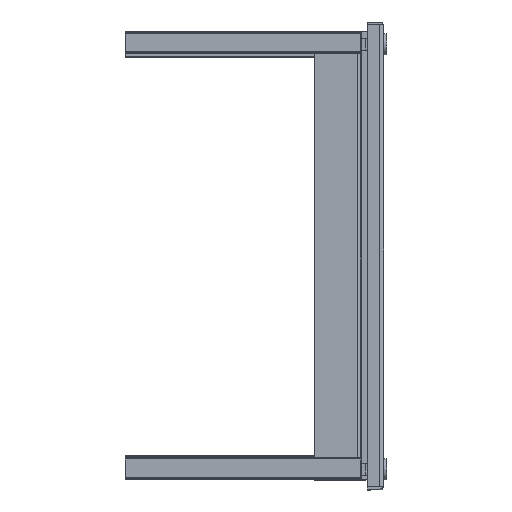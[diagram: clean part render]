
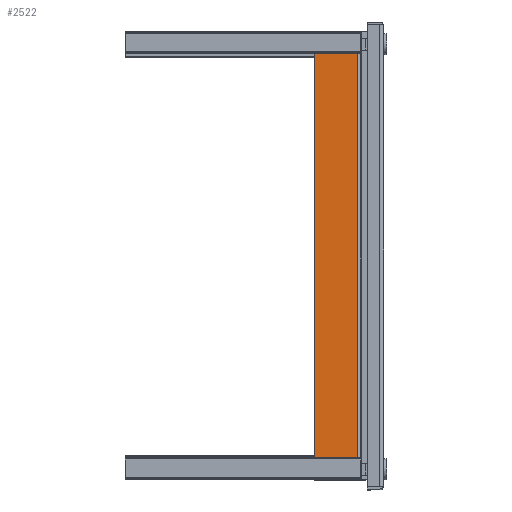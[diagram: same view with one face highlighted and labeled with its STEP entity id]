
A CAD part, top view. The second image highlights one B-rep face of the part: STEP entity #2522.
In plain terms, the highlighted face is planar.
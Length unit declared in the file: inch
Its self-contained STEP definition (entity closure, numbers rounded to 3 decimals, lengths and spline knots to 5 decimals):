
#150 = CARTESIAN_POINT ( 'NONE',  ( -12.137, -6.193, -8.156 ) ) ;
#247 = VERTEX_POINT ( 'NONE', #10532 ) ;
#498 = CARTESIAN_POINT ( 'NONE',  ( -12.137, -7.537, -7.844 ) ) ;
#691 = ORIENTED_EDGE ( 'NONE', *, *, #27863, .T. ) ;
#740 = ORIENTED_EDGE ( 'NONE', *, *, #13047, .T. ) ;
#858 = VERTEX_POINT ( 'NONE', #17521 ) ;
#1132 = DIRECTION ( 'NONE',  ( 1., 0., 0. ) ) ;
#1156 = LINE ( 'NONE', #10720, #15330 ) ;
#1226 = CIRCLE ( 'NONE', #24865, 0.156 ) ;
#1306 = DIRECTION ( 'NONE',  ( 0., -1., 0. ) ) ;
#1352 = DIRECTION ( 'NONE',  ( 0., 0., 1. ) ) ;
#1373 = ORIENTED_EDGE ( 'NONE', *, *, #19048, .T. ) ;
#1854 = PLANE ( 'NONE',  #16406 ) ;
#1900 = VERTEX_POINT ( 'NONE', #28103 ) ;
#1970 = FACE_BOUND ( 'NONE', #24675, .T. ) ;
#2219 = VECTOR ( 'NONE', #1306, 39.37008 ) ;
#2522 = ADVANCED_FACE ( 'NONE', ( #28144, #9985, #1970 ), #1854, .T. ) ;
#2657 = VECTOR ( 'NONE', #18029, 39.37008 ) ;
#3065 = ORIENTED_EDGE ( 'NONE', *, *, #20194, .T. ) ;
#3365 = ORIENTED_EDGE ( 'NONE', *, *, #13180, .T. ) ;
#3584 = VERTEX_POINT ( 'NONE', #3604 ) ;
#3604 = CARTESIAN_POINT ( 'NONE',  ( -12.137, -7.537, 8.156 ) ) ;
#3676 = ORIENTED_EDGE ( 'NONE', *, *, #6352, .T. ) ;
#4196 = LINE ( 'NONE', #26310, #26713 ) ;
#5998 = EDGE_CURVE ( 'NONE', #1900, #18709, #1156, .T. ) ;
#6220 = DIRECTION ( 'NONE',  ( 0., 1., 0. ) ) ;
#6352 = EDGE_CURVE ( 'NONE', #247, #26016, #4196, .T. ) ;
#7562 = EDGE_CURVE ( 'NONE', #7979, #17596, #20579, .T. ) ;
#7878 = ORIENTED_EDGE ( 'NONE', *, *, #27524, .T. ) ;
#7979 = VERTEX_POINT ( 'NONE', #11282 ) ;
#8072 = VECTOR ( 'NONE', #18739, 39.37008 ) ;
#8223 = DIRECTION ( 'NONE',  ( 0., 0., 1. ) ) ;
#8341 = CARTESIAN_POINT ( 'NONE',  ( -12.137, -7.537, -8.156 ) ) ;
#8352 = CARTESIAN_POINT ( 'NONE',  ( -12.137, -6.193, 8.5 ) ) ;
#8404 = LINE ( 'NONE', #20182, #2219 ) ;
#9985 = FACE_BOUND ( 'NONE', #29292, .T. ) ;
#10390 = DIRECTION ( 'NONE',  ( 1., 0., 0. ) ) ;
#10532 = CARTESIAN_POINT ( 'NONE',  ( -12.137, -6.193, 8.5 ) ) ;
#10611 = VECTOR ( 'NONE', #6220, 39.37008 ) ;
#10720 = CARTESIAN_POINT ( 'NONE',  ( -12.137, -6.193, 7.844 ) ) ;
#11282 = CARTESIAN_POINT ( 'NONE',  ( -12.137, -6.599, -8.156 ) ) ;
#11722 = DIRECTION ( 'NONE',  ( 1., 0., 0. ) ) ;
#12331 = VERTEX_POINT ( 'NONE', #15398 ) ;
#12864 = ORIENTED_EDGE ( 'NONE', *, *, #22980, .T. ) ;
#12897 = CARTESIAN_POINT ( 'NONE',  ( -12.137, -7.537, 8. ) ) ;
#12914 = LINE ( 'NONE', #20313, #22718 ) ;
#13047 = EDGE_CURVE ( 'NONE', #3584, #1900, #20205, .T. ) ;
#13180 = EDGE_CURVE ( 'NONE', #17596, #16198, #12914, .T. ) ;
#13613 = CARTESIAN_POINT ( 'NONE',  ( -12.137, -6.599, 7.844 ) ) ;
#13684 = ORIENTED_EDGE ( 'NONE', *, *, #5998, .T. ) ;
#14286 = VERTEX_POINT ( 'NONE', #18301 ) ;
#14857 = VECTOR ( 'NONE', #27643, 39.37008 ) ;
#15048 = LINE ( 'NONE', #17932, #2657 ) ;
#15224 = CIRCLE ( 'NONE', #20659, 0.156 ) ;
#15330 = VECTOR ( 'NONE', #20058, 39.37008 ) ;
#15398 = CARTESIAN_POINT ( 'NONE',  ( -12.137, -7.835, 8.5 ) ) ;
#15908 = CARTESIAN_POINT ( 'NONE',  ( -12.137, -6.193, -8.5 ) ) ;
#16198 = VERTEX_POINT ( 'NONE', #498 ) ;
#16406 = AXIS2_PLACEMENT_3D ( 'NONE', #17810, #22553, #20132 ) ;
#16774 = EDGE_CURVE ( 'NONE', #25137, #7979, #20438, .T. ) ;
#17521 = CARTESIAN_POINT ( 'NONE',  ( -12.137, -7.835, -8.5 ) ) ;
#17596 = VERTEX_POINT ( 'NONE', #28874 ) ;
#17810 = CARTESIAN_POINT ( 'NONE',  ( -12.137, -6.193, -8.5 ) ) ;
#17932 = CARTESIAN_POINT ( 'NONE',  ( -12.137, -6.193, -8.5 ) ) ;
#18029 = DIRECTION ( 'NONE',  ( 0., -1., 0. ) ) ;
#18301 = CARTESIAN_POINT ( 'NONE',  ( -12.137, -6.599, 8.156 ) ) ;
#18687 = CARTESIAN_POINT ( 'NONE',  ( -12.137, -6.599, -8. ) ) ;
#18709 = VERTEX_POINT ( 'NONE', #13613 ) ;
#18739 = DIRECTION ( 'NONE',  ( 0., 1., 0. ) ) ;
#19048 = EDGE_CURVE ( 'NONE', #14286, #3584, #8404, .T. ) ;
#20058 = DIRECTION ( 'NONE',  ( 0., 1., 0. ) ) ;
#20132 = DIRECTION ( 'NONE',  ( 0., 0., -1. ) ) ;
#20182 = CARTESIAN_POINT ( 'NONE',  ( -12.137, -6.193, 8.156 ) ) ;
#20194 = EDGE_CURVE ( 'NONE', #16198, #25137, #15224, .T. ) ;
#20205 = CIRCLE ( 'NONE', #25656, 0.156 ) ;
#20313 = CARTESIAN_POINT ( 'NONE',  ( -12.137, -6.193, -7.844 ) ) ;
#20438 = LINE ( 'NONE', #150, #8072 ) ;
#20579 = CIRCLE ( 'NONE', #20958, 0.156 ) ;
#20659 = AXIS2_PLACEMENT_3D ( 'NONE', #26838, #10390, #1352 ) ;
#20943 = CARTESIAN_POINT ( 'NONE',  ( -12.137, -6.599, 8. ) ) ;
#20958 = AXIS2_PLACEMENT_3D ( 'NONE', #18687, #27944, #21007 ) ;
#21007 = DIRECTION ( 'NONE',  ( 0., 0., 1. ) ) ;
#21262 = EDGE_LOOP ( 'NONE', ( #12864, #29497, #691, #3676 ) ) ;
#22553 = DIRECTION ( 'NONE',  ( -1., 0., 0. ) ) ;
#22566 = LINE ( 'NONE', #8352, #10611 ) ;
#22718 = VECTOR ( 'NONE', #25256, 39.37008 ) ;
#22980 = EDGE_CURVE ( 'NONE', #26016, #858, #15048, .T. ) ;
#23531 = ORIENTED_EDGE ( 'NONE', *, *, #7562, .T. ) ;
#24675 = EDGE_LOOP ( 'NONE', ( #7878, #1373, #740, #13684 ) ) ;
#24865 = AXIS2_PLACEMENT_3D ( 'NONE', #20943, #11722, #25520 ) ;
#25137 = VERTEX_POINT ( 'NONE', #8341 ) ;
#25240 = ORIENTED_EDGE ( 'NONE', *, *, #16774, .T. ) ;
#25256 = DIRECTION ( 'NONE',  ( 0., -1., 0. ) ) ;
#25383 = CARTESIAN_POINT ( 'NONE',  ( -12.137, -7.835, -8.5 ) ) ;
#25520 = DIRECTION ( 'NONE',  ( 0., 0., 1. ) ) ;
#25656 = AXIS2_PLACEMENT_3D ( 'NONE', #12897, #1132, #8223 ) ;
#26016 = VERTEX_POINT ( 'NONE', #15908 ) ;
#26310 = CARTESIAN_POINT ( 'NONE',  ( -12.137, -6.193, -8.5 ) ) ;
#26606 = DIRECTION ( 'NONE',  ( 0., 0., -1. ) ) ;
#26713 = VECTOR ( 'NONE', #26606, 39.37008 ) ;
#26838 = CARTESIAN_POINT ( 'NONE',  ( -12.137, -7.537, -8. ) ) ;
#27524 = EDGE_CURVE ( 'NONE', #18709, #14286, #1226, .T. ) ;
#27643 = DIRECTION ( 'NONE',  ( 0., 0., 1. ) ) ;
#27863 = EDGE_CURVE ( 'NONE', #12331, #247, #22566, .T. ) ;
#27929 = LINE ( 'NONE', #25383, #14857 ) ;
#27944 = DIRECTION ( 'NONE',  ( 1., 0., 0. ) ) ;
#28103 = CARTESIAN_POINT ( 'NONE',  ( -12.137, -7.537, 7.844 ) ) ;
#28144 = FACE_OUTER_BOUND ( 'NONE', #21262, .T. ) ;
#28874 = CARTESIAN_POINT ( 'NONE',  ( -12.137, -6.599, -7.844 ) ) ;
#29252 = EDGE_CURVE ( 'NONE', #858, #12331, #27929, .T. ) ;
#29292 = EDGE_LOOP ( 'NONE', ( #25240, #23531, #3365, #3065 ) ) ;
#29497 = ORIENTED_EDGE ( 'NONE', *, *, #29252, .T. ) ;
